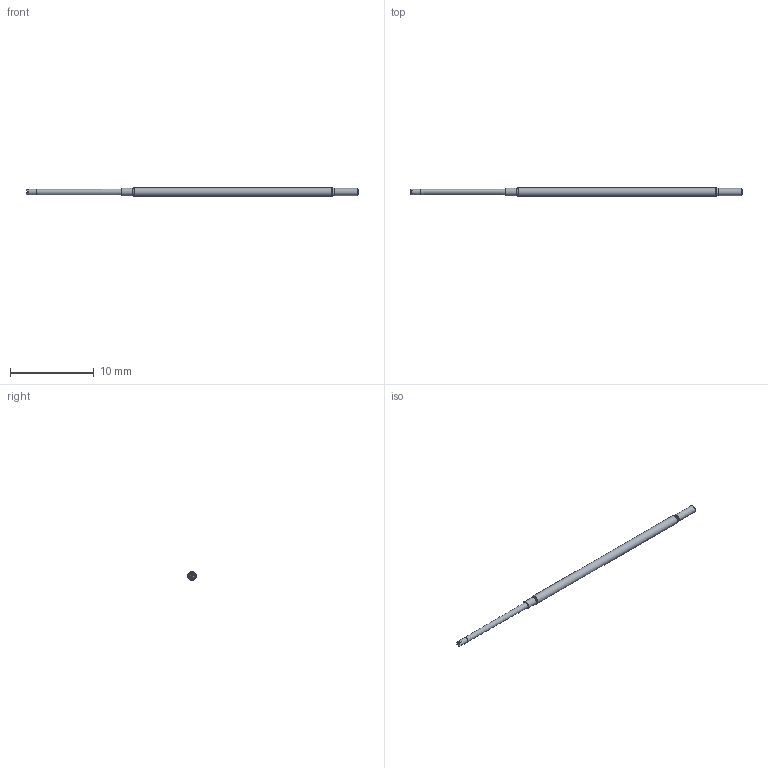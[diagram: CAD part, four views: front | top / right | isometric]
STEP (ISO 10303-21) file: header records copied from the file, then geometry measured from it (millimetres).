
FILE_DESCRIPTION (( 'STEP AP214' ), '1' );
FILE_NAME ('X50-4076.STEP', '2020-04-14T12:08:04', ( '' ), ( '' ), 'SwSTEP 2.0', 'SolidWorks 2019', '' );
FILE_SCHEMA (( 'AUTOMOTIVE_DESIGN' ));
Length unit declared in the file: inch
Products named in the file (1): X50-4076
Bounding box: 39.62 x 1.02 x 1.02 mm (x, y, z)
Volume: 26 mm3; surface area: 113.6 mm2
Topology: 1 solids, 1 shells, 38 faces, 93 edges, 58 vertices
Faces by surface type: cone 16, cylinder 10, plane 8, torus 4
Full cylindrical faces by diameter (mm): 0.65 x1, 0.856 x1, 0.894 x1, 1.021 x1
Entity records: 1616 total; most frequent: CARTESIAN_POINT 318, ORIENTED_EDGE 158, DIRECTION 140, EDGE_CURVE 79, AXIS2_PLACEMENT_3D 70, VERTEX_POINT 56, EDGE_LOOP 51, B_SPLINE_CURVE_WITH_KNOTS 48
